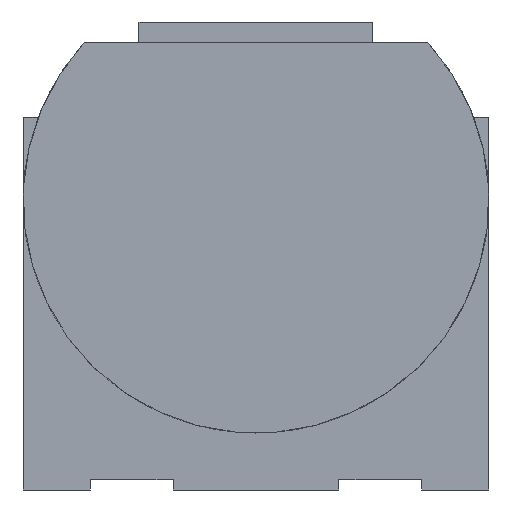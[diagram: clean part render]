
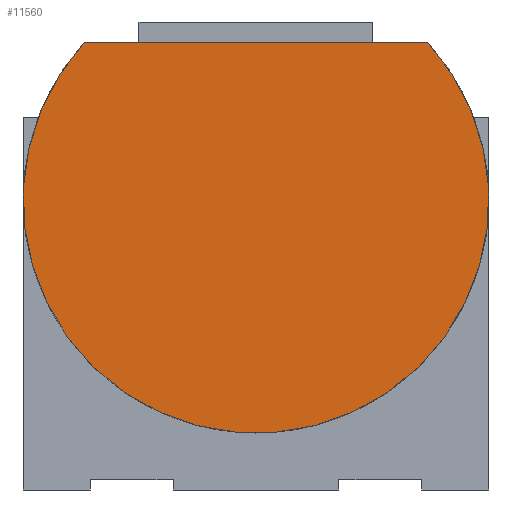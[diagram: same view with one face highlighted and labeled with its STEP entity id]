
A CAD part, front view. The second image highlights one B-rep face of the part: STEP entity #11560.
In plain terms, the highlighted face is planar.
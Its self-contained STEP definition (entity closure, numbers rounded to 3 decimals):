
#9820=CARTESIAN_POINT('',(0.,-8.29,
-25.604));
#9830=DIRECTION('',(0.,1.,0.));
#9840=VECTOR('',#9830,1.);
#9850=LINE('',#9820,#9840);
#9860=CARTESIAN_POINT('',(0.,-8.29,
-25.604));
#9870=VERTEX_POINT('',#9860);
#9880=CARTESIAN_POINT('',(0.,8.29,
-25.604));
#9890=VERTEX_POINT('',#9880);
#9900=EDGE_CURVE('',#9870,#9890,#9850,.T.);
#11410=CARTESIAN_POINT('',(0.,0.,-16.177));
#11420=DIRECTION('',(1.,-0.,0.));
#11430=DIRECTION('',(0.,0.,-1.));
#11440=AXIS2_PLACEMENT_3D('',#11410,#11420,#11430);
#11450=PLANE('',#11440);
#11460=ORIENTED_EDGE('',*,*,#9900,.F.);
#11470=CARTESIAN_POINT('',(0.,0.,-18.));
#11480=DIRECTION('',(-1.,0.,0.));
#11490=DIRECTION('',(0.,-0.737,-0.676));
#11500=AXIS2_PLACEMENT_3D('',#11470,#11480,#11490);
#11510=CIRCLE('',#11500,11.249);
#11520=EDGE_CURVE('',#9870,#9890,#11510,.T.);
#11530=ORIENTED_EDGE('',*,*,#11520,.T.);
#11540=EDGE_LOOP('',(#11530,#11460));
#11550=FACE_OUTER_BOUND('',#11540,.T.);
#11560=ADVANCED_FACE('',(#11550),#11450,.F.);
